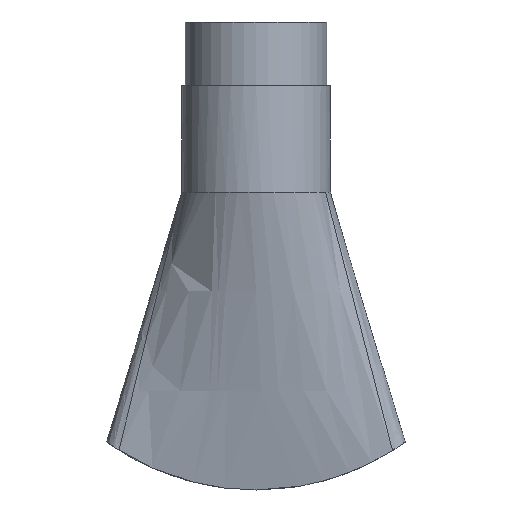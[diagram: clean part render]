
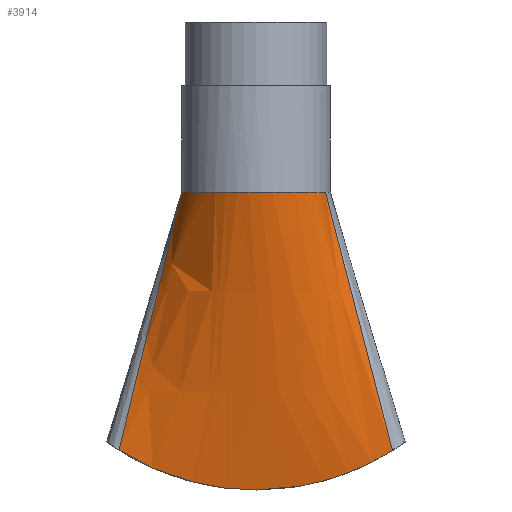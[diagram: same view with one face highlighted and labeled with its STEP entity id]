
A CAD part, front view. The second image highlights one B-rep face of the part: STEP entity #3914.
In plain terms, the highlighted free-form (B-spline) face has degree [3, 3] with [16, 4] control points.
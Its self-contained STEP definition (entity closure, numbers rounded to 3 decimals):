
#25=CIRCLE($,#4044,17.5);
#26=CIRCLE($,#4045,17.5);
#27=CIRCLE($,#4046,17.5);
#364=LINE($,#10767,#555);
#365=LINE($,#10834,#556);
#555=VECTOR($,#4485,62.433);
#556=VECTOR($,#4488,62.745);
#766=FACE_OUTER_BOUND($,#1006,.T.);
#1006=EDGE_LOOP($,(#3499,#3500,#3501,#3502,#3503,#3504,#3505));
#1396=B_SPLINE_CURVE_WITH_KNOTS($,3,(#10701,#10702,#10703,#10704,#10705,
#10706,#10707,#10708),.UNSPECIFIED.,.F.,.F.,(4,2,2,4),(-3.268,
-1.619,-0.205,0.),.UNSPECIFIED.);
#1397=B_SPLINE_CURVE_WITH_KNOTS($,3,(#10710,#10711,#10712,#10713,#10714,
#10715,#10716,#10717,#10718,#10719),.UNSPECIFIED.,.F.,.F.,(4,2,2,2,4),(-6.248,
-5.456,-4.421,-3.391,-3.268),
 .UNSPECIFIED.);
#1787=VERTEX_POINT($,#10681);
#1788=VERTEX_POINT($,#10700);
#1789=VERTEX_POINT($,#10709);
#1790=VERTEX_POINT($,#10766);
#1791=VERTEX_POINT($,#10833);
#1792=VERTEX_POINT($,#10835);
#1793=VERTEX_POINT($,#10837);
#2375=EDGE_CURVE($,#1788,#1787,#1396,.T.);
#2376=EDGE_CURVE($,#1789,#1788,#1397,.T.);
#2378=EDGE_CURVE($,#1790,#1789,#364,.T.);
#2380=EDGE_CURVE($,#1791,#1787,#365,.T.);
#2381=EDGE_CURVE($,#1791,#1792,#25,.T.);
#2382=EDGE_CURVE($,#1792,#1793,#26,.T.);
#2383=EDGE_CURVE($,#1793,#1790,#27,.T.);
#3499=ORIENTED_EDGE($,*,*,#2376,.T.);
#3500=ORIENTED_EDGE($,*,*,#2375,.T.);
#3501=ORIENTED_EDGE($,*,*,#2380,.F.);
#3502=ORIENTED_EDGE($,*,*,#2381,.T.);
#3503=ORIENTED_EDGE($,*,*,#2382,.T.);
#3504=ORIENTED_EDGE($,*,*,#2383,.T.);
#3505=ORIENTED_EDGE($,*,*,#2378,.T.);
#3677=B_SPLINE_SURFACE_WITH_KNOTS($,3,3,((#10769,#10770,#10771,#10772),
(#10773,#10774,#10775,#10776),(#10777,#10778,#10779,#10780),(#10781,#10782,
#10783,#10784),(#10785,#10786,#10787,#10788),(#10789,#10790,#10791,#10792),
(#10793,#10794,#10795,#10796),(#10797,#10798,#10799,#10800),(#10801,#10802,
#10803,#10804),(#10805,#10806,#10807,#10808),(#10809,#10810,#10811,#10812),
(#10813,#10814,#10815,#10816),(#10817,#10818,#10819,#10820),(#10821,#10822,
#10823,#10824),(#10825,#10826,#10827,#10828),(#10829,#10830,#10831,#10832)),
 .UNSPECIFIED.,.F.,.F.,.F.,(4,1,1,1,1,1,1,1,1,1,1,1,1,4),(4,4),(0.,0.143,
0.214,0.286,0.357,0.429,
0.476,0.571,0.595,0.619,
0.714,0.857,0.929,1.),(0.,1.),
 .UNSPECIFIED.);
#3914=ADVANCED_FACE($,(#766),#3677,.T.);
#4044=AXIS2_PLACEMENT_3D($,#10836,#4489,#4490);
#4045=AXIS2_PLACEMENT_3D($,#10838,#4491,#4492);
#4046=AXIS2_PLACEMENT_3D($,#10839,#4493,#4494);
#4485=DIRECTION($,(-0.237,-0.028,-0.971));
#4488=DIRECTION($,(0.251,0.032,-0.967));
#4489=DIRECTION('center_axis',(0.,0.,-1.));
#4490=DIRECTION('ref_axis',(-1.,0.,0.));
#4491=DIRECTION('center_axis',(0.,0.,-1.));
#4492=DIRECTION('ref_axis',(-1.,0.,0.));
#4493=DIRECTION('center_axis',(0.,0.,-1.));
#4494=DIRECTION('ref_axis',(-1.,0.,0.));
#10681=CARTESIAN_POINT('',(32.085,-4.306,-60.7));
#10700=CARTESIAN_POINT('',(0.,-4.,-70.));
#10701=CARTESIAN_POINT('Ctrl Pts',(0.,-4.,
-70.));
#10702=CARTESIAN_POINT('Ctrl Pts',(6.836,-4.,-70.));
#10703=CARTESIAN_POINT('Ctrl Pts',(12.885,-4.257,-68.841));
#10704=CARTESIAN_POINT('Ctrl Pts',(22.311,-4.569,-65.884));
#10705=CARTESIAN_POINT('Ctrl Pts',(26.489,-4.668,-64.028));
#10706=CARTESIAN_POINT('Ctrl Pts',(30.972,-4.397,-61.393));
#10707=CARTESIAN_POINT('Ctrl Pts',(31.51,-4.356,-61.064));
#10708=CARTESIAN_POINT('Ctrl Pts',(32.085,-4.306,-60.7));
#10709=CARTESIAN_POINT('',(-32.207,-3.734,-60.623));
#10710=CARTESIAN_POINT('Ctrl Pts',(-32.207,-3.734,
-60.623));
#10711=CARTESIAN_POINT('Ctrl Pts',(-31.612,-3.779,
-61.002));
#10712=CARTESIAN_POINT('Ctrl Pts',(-29.586,-4.035,
-62.304));
#10713=CARTESIAN_POINT('Ctrl Pts',(-22.708,-4.367,
-65.707));
#10714=CARTESIAN_POINT('Ctrl Pts',(-18.614,-4.317,
-67.205));
#10715=CARTESIAN_POINT('Ctrl Pts',(-10.199,-4.141,
-69.285));
#10716=CARTESIAN_POINT('Ctrl Pts',(-5.886,-4.024,
-69.868));
#10717=CARTESIAN_POINT('Ctrl Pts',(-1.024,-4.001,
-69.994));
#10718=CARTESIAN_POINT('Ctrl Pts',(-0.51,-4.,-70.));
#10719=CARTESIAN_POINT('Ctrl Pts',(0.,-4.,-70.));
#10766=CARTESIAN_POINT('',(-17.384,-2.015,0.));
#10767=CARTESIAN_POINT($,(-17.384,-2.015,0.));
#10769=CARTESIAN_POINT('Ctrl Pts',(16.325,-6.305,0.));
#10770=CARTESIAN_POINT('Ctrl Pts',(22.383,-5.537,-23.333));
#10771=CARTESIAN_POINT('Ctrl Pts',(28.442,-4.768,-46.667));
#10772=CARTESIAN_POINT('Ctrl Pts',(34.5,-4.,-70.));
#10773=CARTESIAN_POINT('Ctrl Pts',(16.179,-6.681,0.));
#10774=CARTESIAN_POINT('Ctrl Pts',(22.089,-5.79,-23.333));
#10775=CARTESIAN_POINT('Ctrl Pts',(27.992,-4.891,-46.667));
#10776=CARTESIAN_POINT('Ctrl Pts',(33.902,-4.,-70.));
#10777=CARTESIAN_POINT('Ctrl Pts',(15.545,-8.402,0.));
#10778=CARTESIAN_POINT('Ctrl Pts',(20.788,-6.934,-23.333));
#10779=CARTESIAN_POINT('Ctrl Pts',(26.033,-5.468,-46.667));
#10780=CARTESIAN_POINT('Ctrl Pts',(31.276,-4.,-70.));
#10781=CARTESIAN_POINT('Ctrl Pts',(13.11,-11.769,0.));
#10782=CARTESIAN_POINT('Ctrl Pts',(17.177,-9.179,-23.333));
#10783=CARTESIAN_POINT('Ctrl Pts',(21.242,-6.589,-46.667));
#10784=CARTESIAN_POINT('Ctrl Pts',(25.308,-4.,-70.));
#10785=CARTESIAN_POINT('Ctrl Pts',(10.305,-14.337,0.));
#10786=CARTESIAN_POINT('Ctrl Pts',(13.485,-10.891,-23.333));
#10787=CARTESIAN_POINT('Ctrl Pts',(16.665,-7.446,-46.667));
#10788=CARTESIAN_POINT('Ctrl Pts',(19.845,-4.,-70.));
#10789=CARTESIAN_POINT('Ctrl Pts',(6.532,-16.443,0.));
#10790=CARTESIAN_POINT('Ctrl Pts',(8.902,-12.295,-23.333));
#10791=CARTESIAN_POINT('Ctrl Pts',(11.271,-8.148,-46.667));
#10792=CARTESIAN_POINT('Ctrl Pts',(13.641,-4.,-70.));
#10793=CARTESIAN_POINT('Ctrl Pts',(2.522,-17.469,0.));
#10794=CARTESIAN_POINT('Ctrl Pts',(4.244,-12.979,-23.333));
#10795=CARTESIAN_POINT('Ctrl Pts',(5.966,-8.489,-46.667));
#10796=CARTESIAN_POINT('Ctrl Pts',(7.688,-4.,-70.));
#10797=CARTESIAN_POINT('Ctrl Pts',(-2.244,-17.584,
0.));
#10798=CARTESIAN_POINT('Ctrl Pts',(-1.234,-13.056,
-23.333));
#10799=CARTESIAN_POINT('Ctrl Pts',(-0.225,-8.528,
-46.667));
#10800=CARTESIAN_POINT('Ctrl Pts',(0.785,-4.,-70.));
#10801=CARTESIAN_POINT('Ctrl Pts',(-5.904,-16.648,
0.));
#10802=CARTESIAN_POINT('Ctrl Pts',(-5.485,-12.432,-23.333));
#10803=CARTESIAN_POINT('Ctrl Pts',(-5.067,-8.217,-46.667));
#10804=CARTESIAN_POINT('Ctrl Pts',(-4.648,-4.,-70.));
#10805=CARTESIAN_POINT('Ctrl Pts',(-8.645,-15.242,
0.));
#10806=CARTESIAN_POINT('Ctrl Pts',(-8.819,-11.496,
-23.333));
#10807=CARTESIAN_POINT('Ctrl Pts',(-8.993,-7.746,
-46.667));
#10808=CARTESIAN_POINT('Ctrl Pts',(-9.167,-4.,-70.));
#10809=CARTESIAN_POINT('Ctrl Pts',(-11.208,-13.641,
0.));
#10810=CARTESIAN_POINT('Ctrl Pts',(-12.01,-10.427,
-23.333));
#10811=CARTESIAN_POINT('Ctrl Pts',(-12.812,-7.214,-46.667));
#10812=CARTESIAN_POINT('Ctrl Pts',(-13.614,-4.,-70.));
#10813=CARTESIAN_POINT('Ctrl Pts',(-14.956,-9.896,
0.));
#10814=CARTESIAN_POINT('Ctrl Pts',(-17.086,-7.932,-23.333));
#10815=CARTESIAN_POINT('Ctrl Pts',(-19.217,-5.964,
-46.667));
#10816=CARTESIAN_POINT('Ctrl Pts',(-21.347,-4.,-70.));
#10817=CARTESIAN_POINT('Ctrl Pts',(-16.804,-5.321,
0.));
#10818=CARTESIAN_POINT('Ctrl Pts',(-20.77,-4.881,
-23.333));
#10819=CARTESIAN_POINT('Ctrl Pts',(-24.738,-4.44,
-46.667));
#10820=CARTESIAN_POINT('Ctrl Pts',(-28.704,-4.,-70.));
#10821=CARTESIAN_POINT('Ctrl Pts',(-17.304,-2.722,
0.));
#10822=CARTESIAN_POINT('Ctrl Pts',(-22.546,-3.147,
-23.333));
#10823=CARTESIAN_POINT('Ctrl Pts',(-27.784,-3.575,
-46.667));
#10824=CARTESIAN_POINT('Ctrl Pts',(-33.027,-4.,-70.));
#10825=CARTESIAN_POINT('Ctrl Pts',(-17.372,-2.111,
0.));
#10826=CARTESIAN_POINT('Ctrl Pts',(-22.981,-2.742,
-23.333));
#10827=CARTESIAN_POINT('Ctrl Pts',(-28.592,-3.369,
-46.667));
#10828=CARTESIAN_POINT('Ctrl Pts',(-34.201,-4.,-70.));
#10829=CARTESIAN_POINT('Ctrl Pts',(-17.384,-2.015,0.));
#10830=CARTESIAN_POINT('Ctrl Pts',(-23.089,-2.677,-23.333));
#10831=CARTESIAN_POINT('Ctrl Pts',(-28.795,-3.338,-46.667));
#10832=CARTESIAN_POINT('Ctrl Pts',(-34.5,-4.,-70.));
#10833=CARTESIAN_POINT('',(16.325,-6.305,0.));
#10834=CARTESIAN_POINT($,(16.325,-6.305,0.));
#10835=CARTESIAN_POINT('',(11.45,-13.234,0.));
#10836=CARTESIAN_POINT('Origin',(0.,0.,0.));
#10837=CARTESIAN_POINT('',(-13.722,-10.86,0.));
#10838=CARTESIAN_POINT('Origin',(0.,0.,0.));
#10839=CARTESIAN_POINT('Origin',(0.,0.,0.));
